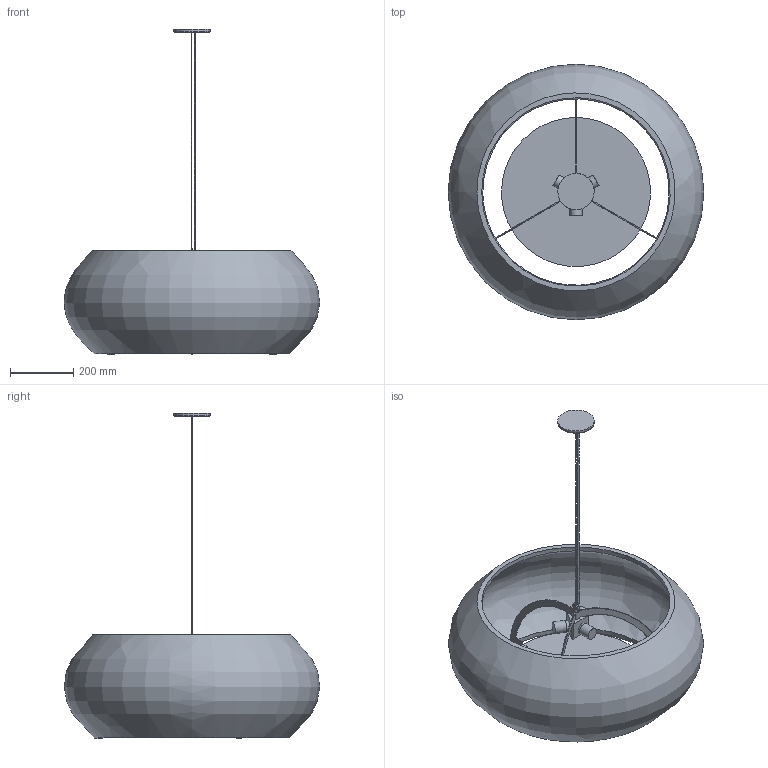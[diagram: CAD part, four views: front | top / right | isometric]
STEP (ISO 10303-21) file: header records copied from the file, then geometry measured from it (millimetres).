
FILE_DESCRIPTION(/* description */ (''),/* implementation_level */ '2;1');
FILE_NAME(/* name */ 'Ohio32_3D_mm',/* time_stamp */ '2025-07-07T11:58:31-07:00',/* author */ (''),/* organization */ (''),/* preprocessor_version */ 'ST-DEVELOPER v16.5',/* originating_system */ '',/* authorisation */ '');
FILE_SCHEMA (('AUTOMOTIVE_DESIGN'));
Length unit declared in the file: millimetre
Products named in the file (1): Document
Bounding box: 805.7 x 805.71 x 1027.72 mm (x, y, z)
Volume: 12805877.8 mm3; surface area: 2334980.4 mm2
Topology: 11 solids, 12 shells, 131 faces, 303 edges, 192 vertices
Faces by surface type: bspline 94, plane 37
Entity records: 5125 total; most frequent: CARTESIAN_POINT 3324, ORIENTED_EDGE 605, EDGE_CURVE 303, VERTEX_POINT 192, EDGE_LOOP 134, ADVANCED_FACE 131, FACE_OUTER_BOUND 131, DIRECTION 43
